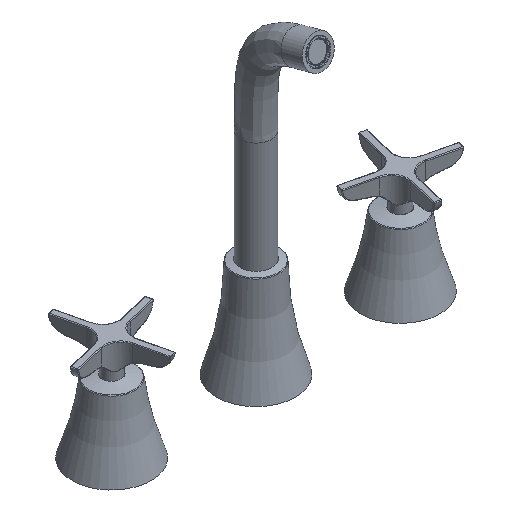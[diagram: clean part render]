
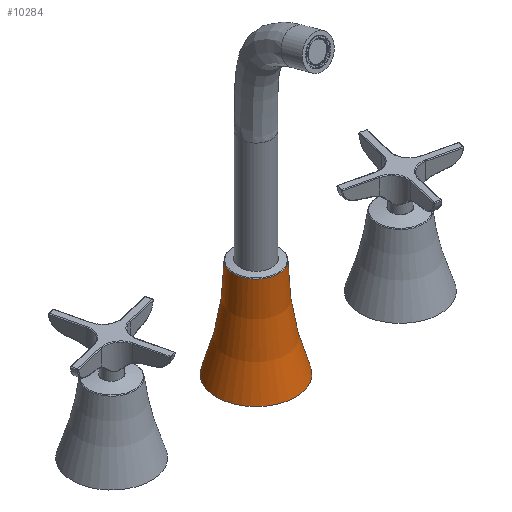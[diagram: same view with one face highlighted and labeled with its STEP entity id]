
A CAD part, isometric view. The second image highlights one B-rep face of the part: STEP entity #10284.
In plain terms, the highlighted toroidal (fillet/blend) face has major radius 227 mm and minor radius 211 mm.
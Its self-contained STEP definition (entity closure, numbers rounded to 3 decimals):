
#2474 = EDGE_LOOP ( 'NONE', ( #12478 ) ) ;
#4244 = AXIS2_PLACEMENT_3D ( 'NONE', #20859, #28010, #16766 ) ;
#5981 = DIRECTION ( 'NONE',  ( -1., 0., 0. ) ) ;
#6766 = CARTESIAN_POINT ( 'NONE',  ( -28., 0., 57.7 ) ) ;
#7289 = FACE_OUTER_BOUND ( 'NONE', #11266, .T. ) ;
#8400 = DIRECTION ( 'NONE',  ( 0., 0., -1. ) ) ;
#9704 = TOROIDAL_SURFACE ( 'NONE', #4244, 227., 211. ) ;
#10284 = ADVANCED_FACE ( 'NONE', ( #14613, #7289 ), #9704, .F. ) ;
#10660 = CARTESIAN_POINT ( 'NONE',  ( 0., 0., 57.7 ) ) ;
#11266 = EDGE_LOOP ( 'NONE', ( #23364 ) ) ;
#12478 = ORIENTED_EDGE ( 'NONE', *, *, #18435, .F. ) ;
#13103 = VERTEX_POINT ( 'NONE', #15281 ) ;
#13216 = DIRECTION ( 'NONE',  ( 1., 0., 0. ) ) ;
#13369 = CARTESIAN_POINT ( 'NONE',  ( 0., 0., 127.295 ) ) ;
#14613 = FACE_OUTER_BOUND ( 'NONE', #2474, .T. ) ;
#15281 = CARTESIAN_POINT ( 'NONE',  ( 16.001, 0., 127.295 ) ) ;
#16766 = DIRECTION ( 'NONE',  ( -1., 0., 0. ) ) ;
#18435 = EDGE_CURVE ( 'NONE', #18570, #18570, #27537, .T. ) ;
#18570 = VERTEX_POINT ( 'NONE', #6766 ) ;
#20859 = CARTESIAN_POINT ( 'NONE',  ( 0., 0., 127.843 ) ) ;
#21848 = CIRCLE ( 'NONE', #22330, 16.001 ) ;
#22330 = AXIS2_PLACEMENT_3D ( 'NONE', #13369, #8400, #13216 ) ;
#23364 = ORIENTED_EDGE ( 'NONE', *, *, #30279, .T. ) ;
#27427 = DIRECTION ( 'NONE',  ( 0., 0., -1. ) ) ;
#27537 = CIRCLE ( 'NONE', #29023, 28. ) ;
#28010 = DIRECTION ( 'NONE',  ( 0., 0., -1. ) ) ;
#29023 = AXIS2_PLACEMENT_3D ( 'NONE', #10660, #27427, #5981 ) ;
#30279 = EDGE_CURVE ( 'NONE', #13103, #13103, #21848, .T. ) ;
